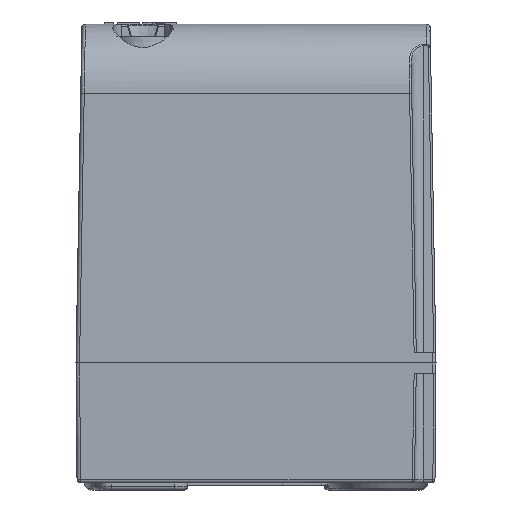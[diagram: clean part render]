
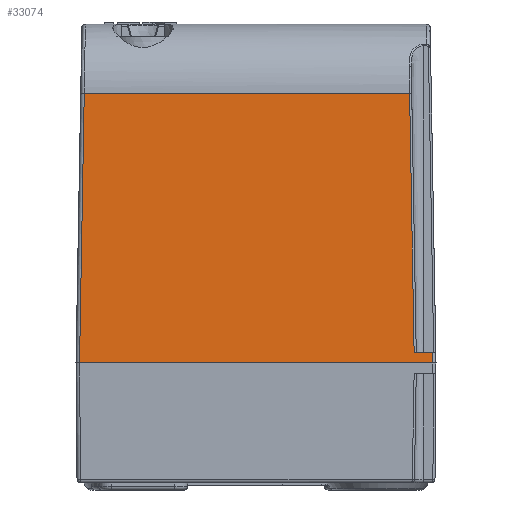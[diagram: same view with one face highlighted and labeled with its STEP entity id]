
A CAD part, front view. The second image highlights one B-rep face of the part: STEP entity #33074.
In plain terms, the highlighted planar face has unit normal (0, -1, 0.018).
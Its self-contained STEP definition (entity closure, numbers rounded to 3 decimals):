
#989 = FACE_OUTER_BOUND ( 'NONE', #27426, .T. ) ;
#2157 = VERTEX_POINT ( 'NONE', #41906 ) ;
#3088 = VERTEX_POINT ( 'NONE', #19473 ) ;
#3952 = VECTOR ( 'NONE', #29009, 1000. ) ;
#4161 = CARTESIAN_POINT ( 'NONE',  ( -25.5, -68.834, 55.175 ) ) ;
#4422 = VERTEX_POINT ( 'NONE', #10777 ) ;
#4949 = LINE ( 'NONE', #32472, #11266 ) ;
#6351 = VERTEX_POINT ( 'NONE', #42487 ) ;
#6917 = VECTOR ( 'NONE', #15229, 1000. ) ;
#7610 = EDGE_CURVE ( 'NONE', #4422, #22617, #38106, .T. ) ;
#7750 = EDGE_CURVE ( 'NONE', #22313, #4422, #35761, .T. ) ;
#8461 = LINE ( 'NONE', #23264, #39629 ) ;
#9901 = CARTESIAN_POINT ( 'NONE',  ( 24.985, -69.485, 17.881 ) ) ;
#10777 = CARTESIAN_POINT ( 'NONE',  ( -24.334, -68.834, 55.175 ) ) ;
#10827 = DIRECTION ( 'NONE',  ( -0.017, -0.017, -1. ) ) ;
#11165 = CARTESIAN_POINT ( 'NONE',  ( -25., -69.5, 17. ) ) ;
#11266 = VECTOR ( 'NONE', #24847, 1000. ) ;
#12487 = ORIENTED_EDGE ( 'NONE', *, *, #44875, .F. ) ;
#12958 = DIRECTION ( 'NONE',  ( 0., -1., 0.017 ) ) ;
#14221 = CARTESIAN_POINT ( 'NONE',  ( -25.5, -69.474, 18.5 ) ) ;
#14545 = EDGE_CURVE ( 'NONE', #6351, #3088, #33085, .T. ) ;
#15229 = DIRECTION ( 'NONE',  ( 1., 0., 0. ) ) ;
#15628 = DIRECTION ( 'NONE',  ( -1., 0., 0. ) ) ;
#18330 = VECTOR ( 'NONE', #10827, 1000. ) ;
#19473 = CARTESIAN_POINT ( 'NONE',  ( 24.974, -69.474, 18.5 ) ) ;
#19571 = AXIS2_PLACEMENT_3D ( 'NONE', #36929, #12958, #40016 ) ;
#22313 = VERTEX_POINT ( 'NONE', #38079 ) ;
#22617 = VERTEX_POINT ( 'NONE', #11165 ) ;
#23264 = CARTESIAN_POINT ( 'NONE',  ( 21.76, -68.834, 55.169 ) ) ;
#23299 = CARTESIAN_POINT ( 'NONE',  ( -25., -69.5, 16.991 ) ) ;
#24847 = DIRECTION ( 'NONE',  ( 1., 0., 0. ) ) ;
#27426 = EDGE_LOOP ( 'NONE', ( #44592, #36551, #36126, #44087, #12487, #32315 ) ) ;
#29009 = DIRECTION ( 'NONE',  ( -0.017, 0.017, 1. ) ) ;
#32315 = ORIENTED_EDGE ( 'NONE', *, *, #48521, .T. ) ;
#32472 = CARTESIAN_POINT ( 'NONE',  ( -25.5, -69.5, 17. ) ) ;
#33074 = ADVANCED_FACE ( 'NONE', ( #989 ), #44318, .T. ) ;
#33085 = LINE ( 'NONE', #9901, #3952 ) ;
#34794 = EDGE_CURVE ( 'NONE', #22617, #6351, #4949, .T. ) ;
#35761 = LINE ( 'NONE', #4161, #37046 ) ;
#36126 = ORIENTED_EDGE ( 'NONE', *, *, #34794, .T. ) ;
#36551 = ORIENTED_EDGE ( 'NONE', *, *, #7610, .T. ) ;
#36929 = CARTESIAN_POINT ( 'NONE',  ( -25.5, -69.5, 17. ) ) ;
#37046 = VECTOR ( 'NONE', #15628, 1000. ) ;
#38079 = CARTESIAN_POINT ( 'NONE',  ( 21.76, -68.834, 55.175 ) ) ;
#38106 = LINE ( 'NONE', #23299, #18330 ) ;
#38203 = LINE ( 'NONE', #14221, #6917 ) ;
#39329 = DIRECTION ( 'NONE',  ( -0.017, 0.017, 1. ) ) ;
#39629 = VECTOR ( 'NONE', #39329, 1000. ) ;
#40016 = DIRECTION ( 'NONE',  ( 0., -0.017, -1. ) ) ;
#41906 = CARTESIAN_POINT ( 'NONE',  ( 22.4, -69.474, 18.5 ) ) ;
#42487 = CARTESIAN_POINT ( 'NONE',  ( 25., -69.5, 17. ) ) ;
#44087 = ORIENTED_EDGE ( 'NONE', *, *, #14545, .T. ) ;
#44318 = PLANE ( 'NONE',  #19571 ) ;
#44592 = ORIENTED_EDGE ( 'NONE', *, *, #7750, .T. ) ;
#44875 = EDGE_CURVE ( 'NONE', #2157, #3088, #38203, .T. ) ;
#48521 = EDGE_CURVE ( 'NONE', #2157, #22313, #8461, .T. ) ;
